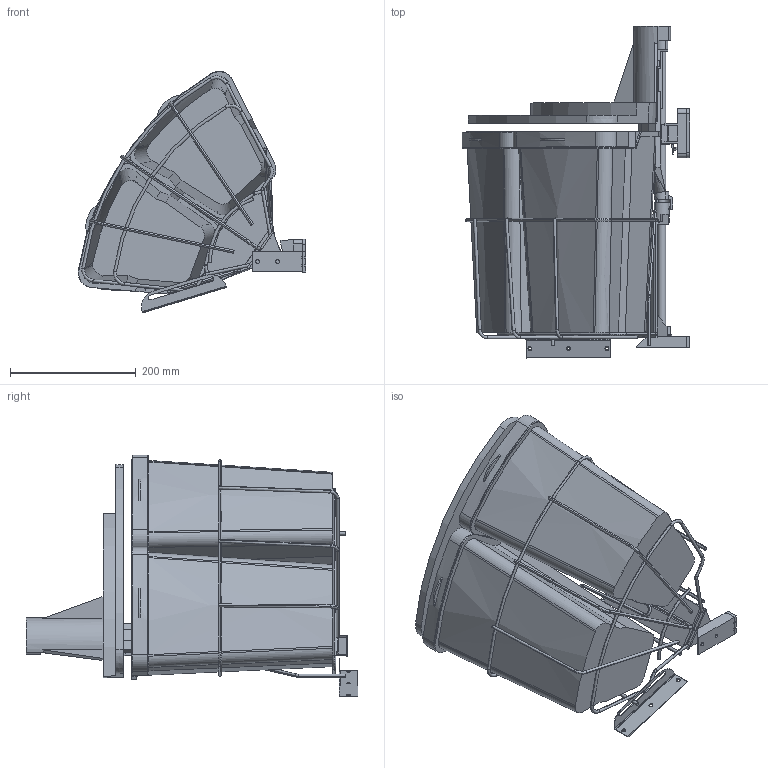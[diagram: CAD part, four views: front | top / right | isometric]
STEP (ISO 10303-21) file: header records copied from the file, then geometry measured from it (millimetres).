
FILE_DESCRIPTION(('STEP AP214'),'1');
FILE_NAME('8013201_V Cabbi Junior 2.STP','2024-08-15T09:42:03',(' '),(' '),'Spatial InterOp 3D',' ',' ');
FILE_SCHEMA(('AUTOMOTIVE_DESIGN { 1 0 10303 214 1 1 1 1 }'));
Length unit declared in the file: millimetre
Products named in the file (1): 3D-Objekt
Bounding box: 362.71 x 528.4 x 384.61 mm (x, y, z)
Volume: 3277207.2 mm3; surface area: 1356920.7 mm2
Topology: 23 solids, 23 shells, 813 faces, 2144 edges, 1380 vertices
Faces by surface type: plane 420, cylinder 263, torus 100, cone 30
Entity records: 27250 total; most frequent: CARTESIAN_POINT 6154, DIRECTION 4356, ORIENTED_EDGE 4280, EDGE_CURVE 2140, AXIS2_PLACEMENT_3D 1532, VERTEX_POINT 1379, LINE 1292, VECTOR 1292
